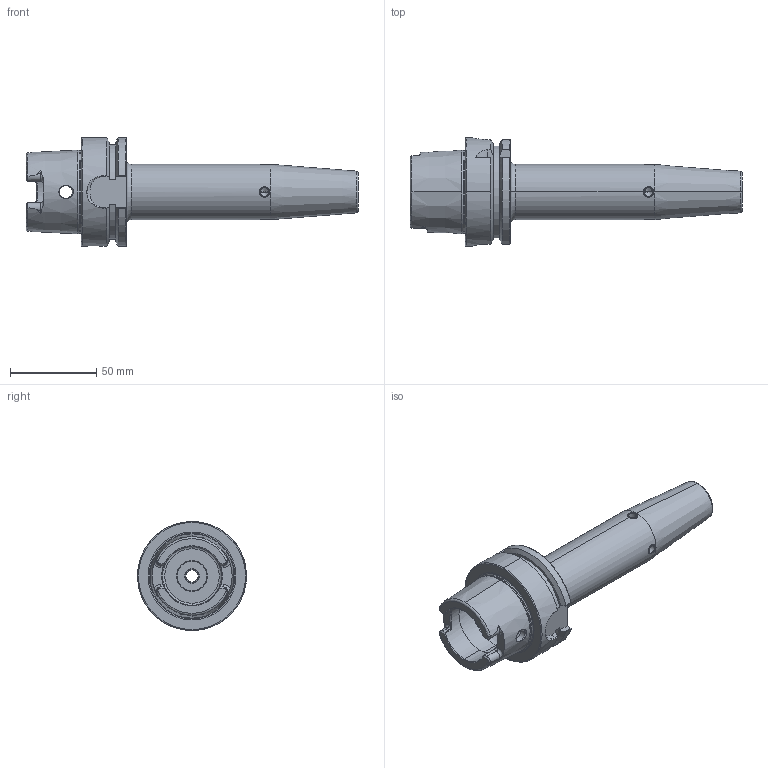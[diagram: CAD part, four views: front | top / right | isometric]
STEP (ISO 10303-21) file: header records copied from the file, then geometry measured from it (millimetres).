
FILE_DESCRIPTION((''),'2;1');
FILE_NAME('VQ030J-HSK63A-SFH0_375C-6_30','2019-04-23T09:34:10',('KKK'),(''),'CREO PARAMETRIC BY PTC INC, 2018100','CREO PARAMETRIC BY PTC INC, 2018100','');
FILE_SCHEMA(('CONFIG_CONTROL_DESIGN'));
Length unit declared in the file: millimetre
Products named in the file (1): VQ030J-HSK63A-SFH0_375C-6_30
Bounding box: 192 x 63 x 63 mm (x, y, z)
Volume: 170916.2 mm3; surface area: 40931.1 mm2
Topology: 1 solids, 7 shells, 208 faces, 524 edges, 324 vertices
Faces by surface type: cylinder 73, plane 65, cone 43, torus 23, bspline 4
Entity records: 7030 total; most frequent: CARTESIAN_POINT 2089, DIRECTION 1028, ORIENTED_EDGE 1008, EDGE_CURVE 516, AXIS2_PLACEMENT_3D 408, VERTEX_POINT 324, EDGE_LOOP 228, VECTOR 212
